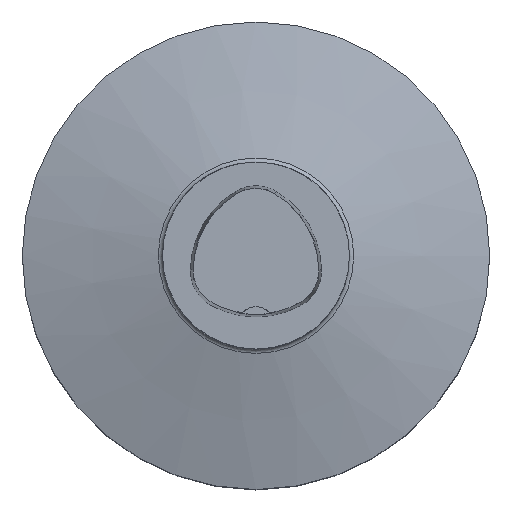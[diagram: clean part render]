
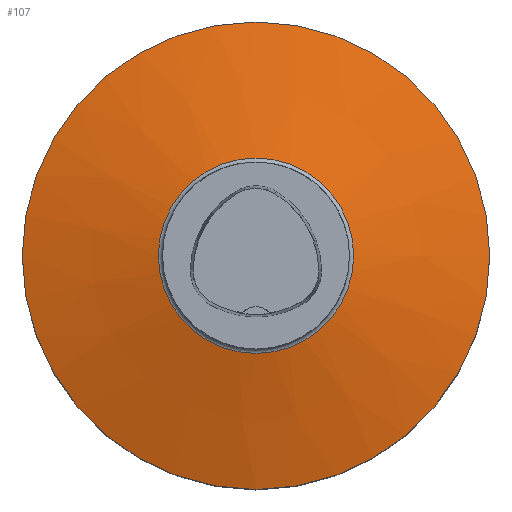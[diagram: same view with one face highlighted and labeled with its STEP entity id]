
A CAD part, top view. The second image highlights one B-rep face of the part: STEP entity #107.
In plain terms, the highlighted conical face has half-angle 75 degrees and reference radius 50 mm.
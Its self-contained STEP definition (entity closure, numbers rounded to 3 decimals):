
#60=CONICAL_SURFACE('',#518,50.,75.);
#107=ADVANCED_FACE('',(#175,#176),#60,.T.);
#175=FACE_BOUND('',#210,.T.);
#176=FACE_BOUND('',#211,.T.);
#210=EDGE_LOOP('',(#316));
#211=EDGE_LOOP('',(#317));
#316=ORIENTED_EDGE('',*,*,#410,.F.);
#317=ORIENTED_EDGE('',*,*,#408,.T.);
#355=VERTEX_POINT('',#784);
#357=VERTEX_POINT('',#789);
#408=EDGE_CURVE('',#355,#355,#429,.T.);
#410=EDGE_CURVE('',#357,#357,#431,.T.);
#429=CIRCLE('',#514,50.);
#431=CIRCLE('',#517,20.889);
#514=AXIS2_PLACEMENT_3D('',#783,#649,#650);
#517=AXIS2_PLACEMENT_3D('',#788,#655,#656);
#518=AXIS2_PLACEMENT_3D('',#790,#657,#658);
#649=DIRECTION('',(0.,0.,1.));
#650=DIRECTION('',(1.,0.,0.));
#655=DIRECTION('',(0.,0.,1.));
#656=DIRECTION('',(1.,0.,0.));
#657=DIRECTION('',(0.,0.,-1.));
#658=DIRECTION('',(-1.,0.,0.));
#783=CARTESIAN_POINT('',(0.,0.,-28.959));
#784=CARTESIAN_POINT('',(50.,0.,-28.959));
#788=CARTESIAN_POINT('',(0.,0.,-21.159));
#789=CARTESIAN_POINT('',(20.889,0.,-21.159));
#790=CARTESIAN_POINT('',(0.,0.,-28.959));
